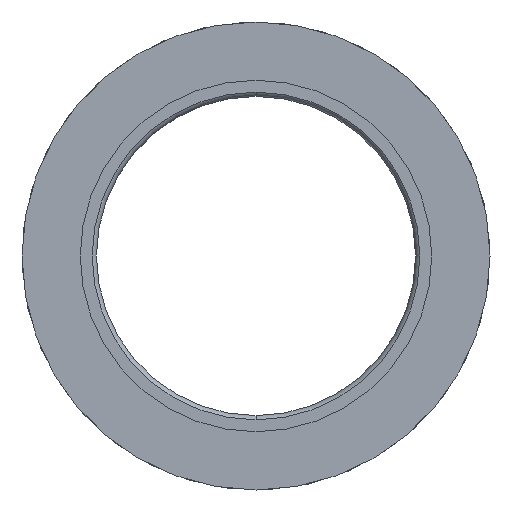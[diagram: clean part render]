
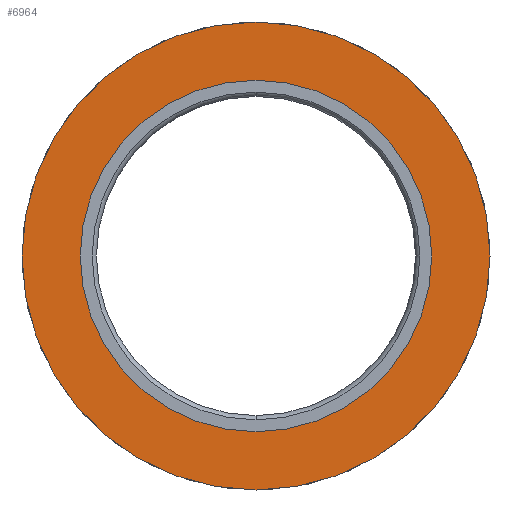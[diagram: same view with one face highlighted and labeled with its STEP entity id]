
A CAD part, front view. The second image highlights one B-rep face of the part: STEP entity #6964.
In plain terms, the highlighted planar face has unit normal (0, -1, 0).
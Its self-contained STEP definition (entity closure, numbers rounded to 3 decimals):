
#9 = EDGE_LOOP ( 'NONE', ( #5725, #1890 ) ) ;
#103 = EDGE_CURVE ( 'NONE', #6420, #4505, #4225, .T. ) ;
#178 = PLANE ( 'NONE',  #4052 ) ;
#183 = DIRECTION ( 'NONE',  ( 0., 1., 0. ) ) ;
#592 = DIRECTION ( 'NONE',  ( 0., 1., 0. ) ) ;
#907 = CIRCLE ( 'NONE', #1932, 27.5 ) ;
#1152 = CARTESIAN_POINT ( 'NONE',  ( 0., 0., 0. ) ) ;
#1725 = ORIENTED_EDGE ( 'NONE', *, *, #2151, .T. ) ;
#1740 = CARTESIAN_POINT ( 'NONE',  ( 0., 0., 20.65 ) ) ;
#1807 = DIRECTION ( 'NONE',  ( 0., 0., 1. ) ) ;
#1864 = CARTESIAN_POINT ( 'NONE',  ( 0., 0., 0. ) ) ;
#1890 = ORIENTED_EDGE ( 'NONE', *, *, #103, .F. ) ;
#1932 = AXIS2_PLACEMENT_3D ( 'NONE', #3971, #183, #4595 ) ;
#2151 = EDGE_CURVE ( 'NONE', #4518, #3980, #7637, .T. ) ;
#2391 = EDGE_LOOP ( 'NONE', ( #8111, #1725 ) ) ;
#2503 = DIRECTION ( 'NONE',  ( 0., 0., 1. ) ) ;
#2745 = EDGE_CURVE ( 'NONE', #4505, #6420, #907, .T. ) ;
#3268 = AXIS2_PLACEMENT_3D ( 'NONE', #1864, #6253, #2503 ) ;
#3339 = FACE_OUTER_BOUND ( 'NONE', #9, .T. ) ;
#3382 = DIRECTION ( 'NONE',  ( 0., 0., -1. ) ) ;
#3461 = AXIS2_PLACEMENT_3D ( 'NONE', #1152, #4915, #1807 ) ;
#3964 = CARTESIAN_POINT ( 'NONE',  ( 0., 0., -20.65 ) ) ;
#3971 = CARTESIAN_POINT ( 'NONE',  ( 0., 0., 0. ) ) ;
#3980 = VERTEX_POINT ( 'NONE', #1740 ) ;
#4052 = AXIS2_PLACEMENT_3D ( 'NONE', #5223, #7117, #3382 ) ;
#4225 = CIRCLE ( 'NONE', #3461, 27.5 ) ;
#4375 = CARTESIAN_POINT ( 'NONE',  ( 0., 0., 0. ) ) ;
#4505 = VERTEX_POINT ( 'NONE', #6486 ) ;
#4518 = VERTEX_POINT ( 'NONE', #3964 ) ;
#4595 = DIRECTION ( 'NONE',  ( 0., 0., 1. ) ) ;
#4915 = DIRECTION ( 'NONE',  ( 0., 1., 0. ) ) ;
#4994 = DIRECTION ( 'NONE',  ( 0., 0., 1. ) ) ;
#5030 = CIRCLE ( 'NONE', #3268, 20.65 ) ;
#5047 = EDGE_CURVE ( 'NONE', #3980, #4518, #5030, .T. ) ;
#5223 = CARTESIAN_POINT ( 'NONE',  ( 0., 0., 20.65 ) ) ;
#5725 = ORIENTED_EDGE ( 'NONE', *, *, #2745, .F. ) ;
#6253 = DIRECTION ( 'NONE',  ( 0., 1., 0. ) ) ;
#6309 = AXIS2_PLACEMENT_3D ( 'NONE', #4375, #592, #4994 ) ;
#6420 = VERTEX_POINT ( 'NONE', #6830 ) ;
#6479 = FACE_BOUND ( 'NONE', #2391, .T. ) ;
#6486 = CARTESIAN_POINT ( 'NONE',  ( 0., 0., 27.5 ) ) ;
#6830 = CARTESIAN_POINT ( 'NONE',  ( 0., 0., -27.5 ) ) ;
#6964 = ADVANCED_FACE ( 'NONE', ( #6479, #3339 ), #178, .T. ) ;
#7117 = DIRECTION ( 'NONE',  ( 0., -1., 0. ) ) ;
#7637 = CIRCLE ( 'NONE', #6309, 20.65 ) ;
#8111 = ORIENTED_EDGE ( 'NONE', *, *, #5047, .T. ) ;
